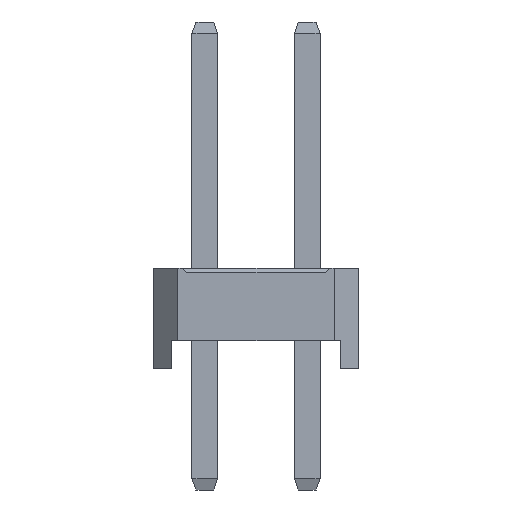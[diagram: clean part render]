
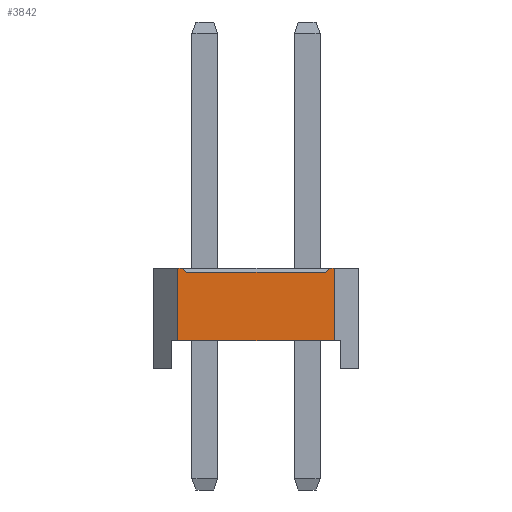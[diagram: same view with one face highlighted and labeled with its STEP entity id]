
A CAD part, left-side view. The second image highlights one B-rep face of the part: STEP entity #3842.
In plain terms, the highlighted planar face has unit normal (-1, 0, 0).
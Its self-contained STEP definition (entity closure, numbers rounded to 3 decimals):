
#3842=ADVANCED_FACE('',(#15724),#15726,.T.);
#15724=FACE_BOUND('',#15725,.T.);
#15725=EDGE_LOOP('',(#25017,#25018,#25019,#25020,#25021,#25022,#25023,#25024));
#15726=PLANE('',#15727);
#15727=AXIS2_PLACEMENT_3D('',#15728,#15729,#15730);
#15728=CARTESIAN_POINT('',(-1.27,3.21,0.));
#15729=DIRECTION('',(-1.,0.,0.));
#15730=DIRECTION('',(0.,-1.,0.));
#25017=ORIENTED_EDGE('',*,*,#30802,.F.);
#25018=ORIENTED_EDGE('',*,*,#30803,.T.);
#25019=ORIENTED_EDGE('',*,*,#30804,.F.);
#25020=ORIENTED_EDGE('',*,*,#29552,.F.);
#25021=ORIENTED_EDGE('',*,*,#30805,.F.);
#25022=ORIENTED_EDGE('',*,*,#29092,.T.);
#25023=ORIENTED_EDGE('',*,*,#30801,.T.);
#25024=ORIENTED_EDGE('',*,*,#29556,.F.);
#29092=EDGE_CURVE('',#32408,#32406,#32409,.T.);
#29552=EDGE_CURVE('',#33326,#33328,#33329,.T.);
#29556=EDGE_CURVE('',#33334,#33336,#33337,.T.);
#30801=EDGE_CURVE('',#32406,#33336,#35405,.T.);
#30802=EDGE_CURVE('',#35406,#33334,#35407,.F.);
#30803=EDGE_CURVE('',#35406,#35408,#35409,.T.);
#30804=EDGE_CURVE('',#33328,#35408,#35410,.F.);
#30805=EDGE_CURVE('',#32408,#33326,#35411,.T.);
#32406=VERTEX_POINT('',#37786);
#32408=VERTEX_POINT('',#37790);
#32409=LINE('',#37791,#37792);
#33326=VERTEX_POINT('',#39626);
#33328=VERTEX_POINT('',#39630);
#33329=LINE('',#39631,#39632);
#33334=VERTEX_POINT('',#39642);
#33336=VERTEX_POINT('',#39646);
#33337=LINE('',#39647,#39648);
#35405=LINE('',#44205,#44206);
#35406=VERTEX_POINT('',#44208);
#35407=LINE('',#44209,#44210);
#35408=VERTEX_POINT('',#44212);
#35409=LINE('',#44213,#44214);
#35410=LINE('',#44216,#44217);
#35411=LINE('',#44219,#44220);
#37786=CARTESIAN_POINT('',(-1.27,-0.67,0.7));
#37790=CARTESIAN_POINT('',(-1.27,3.21,0.7));
#37791=CARTESIAN_POINT('',(-1.27,3.21,0.7));
#37792=VECTOR('',#37793,1.);
#37793=DIRECTION('',(0.,-1.,0.));
#39626=CARTESIAN_POINT('',(-1.27,3.21,2.5));
#39630=CARTESIAN_POINT('',(-1.27,3.09,2.5));
#39631=CARTESIAN_POINT('',(-1.27,3.21,2.5));
#39632=VECTOR('',#39633,1.);
#39633=DIRECTION('',(0.,-1.,0.));
#39642=CARTESIAN_POINT('',(-1.27,-0.55,2.5));
#39646=CARTESIAN_POINT('',(-1.27,-0.67,2.5));
#39647=CARTESIAN_POINT('',(-1.27,-0.55,2.5));
#39648=VECTOR('',#39649,1.);
#39649=DIRECTION('',(0.,-1.,0.));
#44205=CARTESIAN_POINT('',(-1.27,-0.67,0.7));
#44206=VECTOR('',#44207,1.);
#44207=DIRECTION('',(0.,0.,1.));
#44208=CARTESIAN_POINT('',(-1.27,-0.45,2.4));
#44209=CARTESIAN_POINT('',(-1.27,-0.55,2.5));
#44210=VECTOR('',#44211,1.);
#44211=DIRECTION('',(0.,0.707,-0.707));
#44212=CARTESIAN_POINT('',(-1.27,2.99,2.4));
#44213=CARTESIAN_POINT('',(-1.27,-0.45,2.4));
#44214=VECTOR('',#44215,1.);
#44215=DIRECTION('',(0.,1.,0.));
#44216=CARTESIAN_POINT('',(-1.27,2.99,2.4));
#44217=VECTOR('',#44218,1.);
#44218=DIRECTION('',(0.,0.707,0.707));
#44219=CARTESIAN_POINT('',(-1.27,3.21,0.7));
#44220=VECTOR('',#44221,1.);
#44221=DIRECTION('',(0.,0.,1.));
